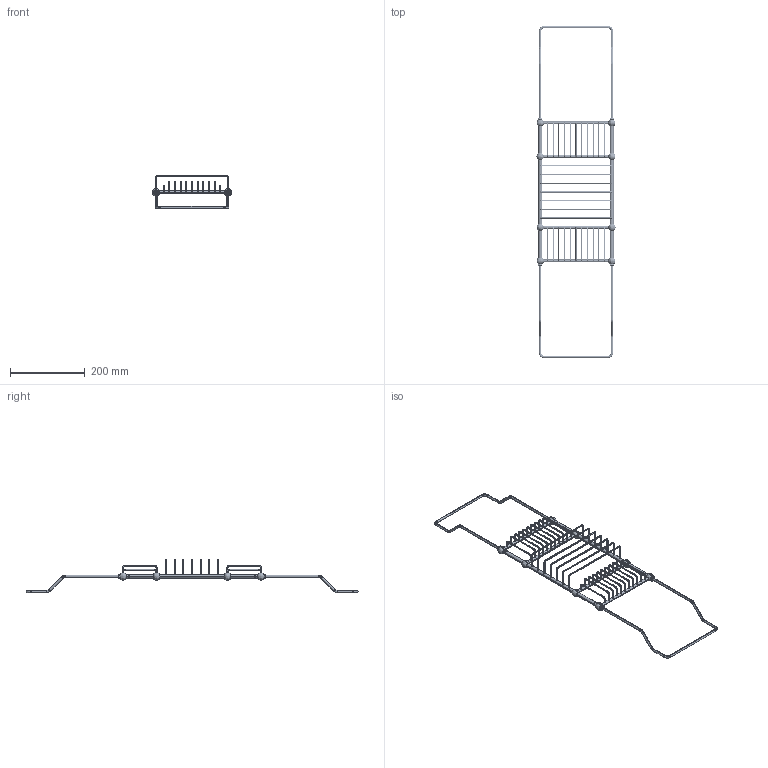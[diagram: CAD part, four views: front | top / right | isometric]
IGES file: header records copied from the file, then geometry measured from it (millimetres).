
Start section:  PTC IGES file: 2004052.igs
Global section: file name: 2004052.igs; native system: Pro/ENGINEER by Parametric Technology Corporation; preprocessor: 2008230; author: Administrator; organization: Unknown; date: 20140606.145619; units: millimetre
Bounding box: 211.93 x 890 x 89.5 mm (x, y, z)
Volume: 160810.2 mm3; surface area: 674365.9 mm2
Topology: 15 solids, 27 shells, 1908 faces, 9960 edges, 12916 vertices
Faces by surface type: revolution 1588, bspline 320
